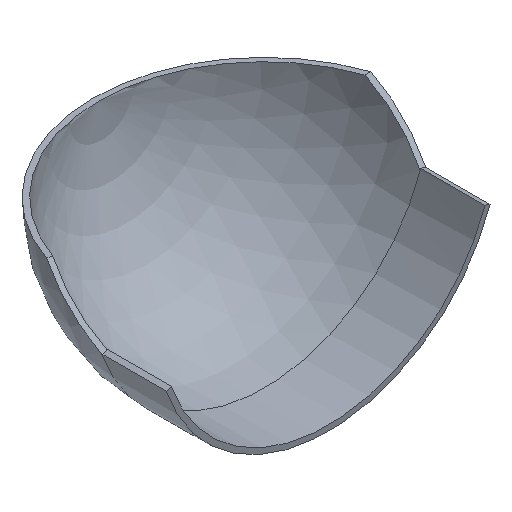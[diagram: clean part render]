
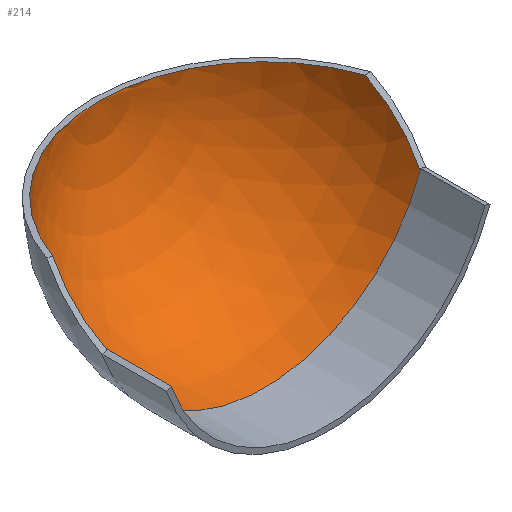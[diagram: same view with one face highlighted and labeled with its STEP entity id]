
A CAD part, isometric view. The second image highlights one B-rep face of the part: STEP entity #214.
In plain terms, the highlighted spherical face has radius 15.5 mm.
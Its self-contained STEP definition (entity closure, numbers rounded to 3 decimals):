
#28 = VERTEX_POINT ( 'NONE', #285 ) ;
#43 = DIRECTION ( 'NONE',  ( 0., 0.707, 0.707 ) ) ;
#61 = ORIENTED_EDGE ( 'NONE', *, *, #102, .F. ) ;
#76 = DIRECTION ( 'NONE',  ( 0., 0.707, -0.707 ) ) ;
#90 = CARTESIAN_POINT ( 'NONE',  ( 0., 2.581, -2.581 ) ) ;
#102 = EDGE_CURVE ( 'NONE', #380, #28, #282, .T. ) ;
#104 = AXIS2_PLACEMENT_3D ( 'NONE', #370, #251, #452 ) ;
#117 = ORIENTED_EDGE ( 'NONE', *, *, #130, .F. ) ;
#123 = DIRECTION ( 'NONE',  ( 0., 0.707, -0.707 ) ) ;
#130 = EDGE_CURVE ( 'NONE', #219, #259, #200, .T. ) ;
#135 = DIRECTION ( 'NONE',  ( 0., 0., -1. ) ) ;
#142 = DIRECTION ( 'NONE',  ( 0., -1., 0. ) ) ;
#167 = CARTESIAN_POINT ( 'NONE',  ( -14.615, 0., -5.161 ) ) ;
#176 = CARTESIAN_POINT ( 'NONE',  ( 0., 0., 0. ) ) ;
#178 = EDGE_CURVE ( 'NONE', #259, #380, #245, .T. ) ;
#186 = SPHERICAL_SURFACE ( 'NONE', #305, 15.5 ) ;
#200 = CIRCLE ( 'NONE', #489, 15.064 ) ;
#214 = ADVANCED_FACE ( 'NONE', ( #244 ), #186, .F. ) ;
#219 = VERTEX_POINT ( 'NONE', #337 ) ;
#244 = FACE_OUTER_BOUND ( 'NONE', #267, .T. ) ;
#245 = CIRCLE ( 'NONE', #104, 15.5 ) ;
#251 = DIRECTION ( 'NONE',  ( 0., 1., 0. ) ) ;
#258 = CARTESIAN_POINT ( 'NONE',  ( 14.615, 0., -5.161 ) ) ;
#259 = VERTEX_POINT ( 'NONE', #258 ) ;
#267 = EDGE_LOOP ( 'NONE', ( #117, #308, #61, #421 ) ) ;
#280 = CARTESIAN_POINT ( 'NONE',  ( 0., 2.581, -2.581 ) ) ;
#282 = CIRCLE ( 'NONE', #424, 15.064 ) ;
#285 = CARTESIAN_POINT ( 'NONE',  ( -14.615, 5.161, 0. ) ) ;
#298 = DIRECTION ( 'NONE',  ( 1., 0., 0. ) ) ;
#305 = AXIS2_PLACEMENT_3D ( 'NONE', #344, #142, #389 ) ;
#308 = ORIENTED_EDGE ( 'NONE', *, *, #409, .F. ) ;
#337 = CARTESIAN_POINT ( 'NONE',  ( 14.615, 5.161, 0. ) ) ;
#344 = CARTESIAN_POINT ( 'NONE',  ( 0., 0., 0. ) ) ;
#370 = CARTESIAN_POINT ( 'NONE',  ( 0., 0., 0. ) ) ;
#380 = VERTEX_POINT ( 'NONE', #167 ) ;
#389 = DIRECTION ( 'NONE',  ( 0., 0., 1. ) ) ;
#399 = DIRECTION ( 'NONE',  ( 0., 0.707, 0.707 ) ) ;
#409 = EDGE_CURVE ( 'NONE', #28, #219, #440, .T. ) ;
#421 = ORIENTED_EDGE ( 'NONE', *, *, #178, .F. ) ;
#424 = AXIS2_PLACEMENT_3D ( 'NONE', #280, #76, #399 ) ;
#440 = CIRCLE ( 'NONE', #492, 15.5 ) ;
#452 = DIRECTION ( 'NONE',  ( 0., 0., 1. ) ) ;
#489 = AXIS2_PLACEMENT_3D ( 'NONE', #90, #123, #43 ) ;
#492 = AXIS2_PLACEMENT_3D ( 'NONE', #176, #135, #298 ) ;
